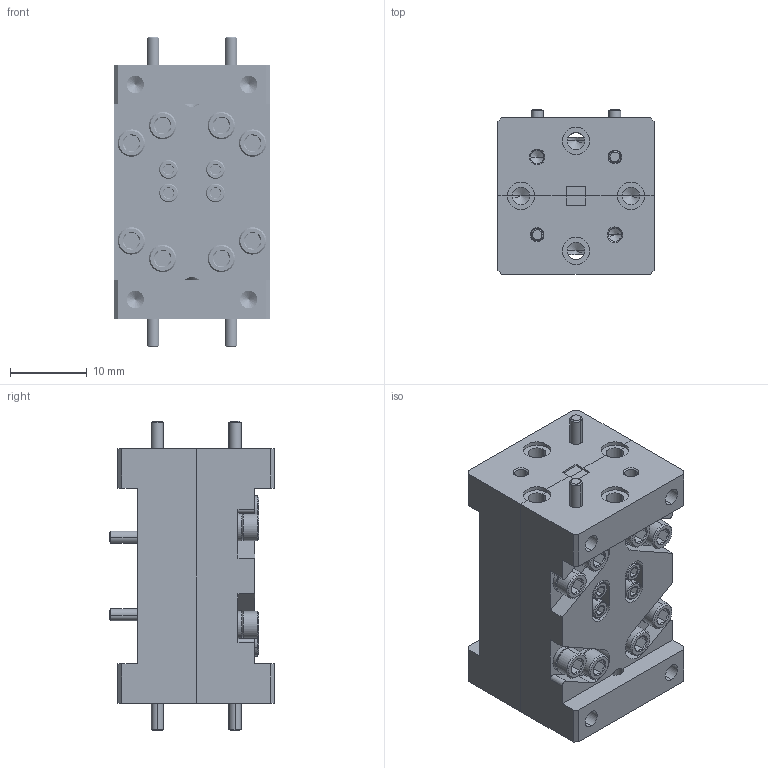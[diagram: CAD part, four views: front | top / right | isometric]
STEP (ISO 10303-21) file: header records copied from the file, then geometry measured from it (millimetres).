
FILE_DESCRIPTION (( 'STEP AP203' ), '1' );
FILE_NAME ('SAT-FW-10010-S1.STEP', '2019-02-08T19:46:10', ( '' ), ( '' ), 'SwSTEP 2.0', 'SolidWorks 2016', '' );
FILE_SCHEMA (( 'CONFIG_CONTROL_DESIGN' ));
Products named in the file (1): SAT-FW-10010-S1
Bounding box: 20.32 x 21.4 x 40.26 mm (x, y, z)
Volume: 10444.4 mm3; surface area: 8155 mm2
Topology: 28 solids, 28 shells, 1679 faces, 4492 edges, 2860 vertices
Faces by surface type: cylinder 1140, cone 268, plane 247, bspline 24
Entity records: 74099 total; most frequent: CARTESIAN_POINT 38080, ORIENTED_EDGE 8856, DIRECTION 6320, EDGE_CURVE 4428, VERTEX_POINT 2860, AXIS2_PLACEMENT_3D 2292, EDGE_LOOP 1766, VECTOR 1736
